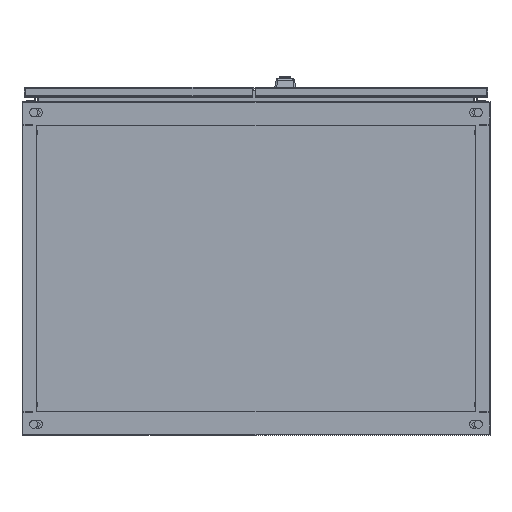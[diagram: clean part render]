
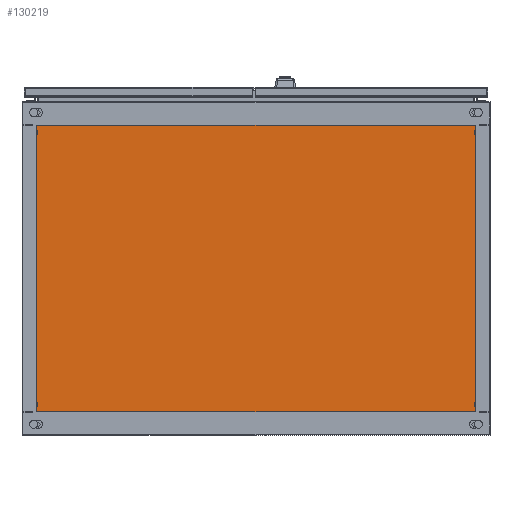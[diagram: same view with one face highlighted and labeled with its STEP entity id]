
A CAD part, front view. The second image highlights one B-rep face of the part: STEP entity #130219.
In plain terms, the highlighted planar face has unit normal (0, -1, 0).
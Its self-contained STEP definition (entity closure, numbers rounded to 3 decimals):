
#2117 = LINE ( 'NONE', #139907, #95883 ) ;
#5155 = ORIENTED_EDGE ( 'NONE', *, *, #58165, .F. ) ;
#8408 = EDGE_CURVE ( 'NONE', #9101, #63643, #2117, .T. ) ;
#9101 = VERTEX_POINT ( 'NONE', #50763 ) ;
#9851 = PLANE ( 'NONE',  #138164 ) ;
#14196 = DIRECTION ( 'NONE',  ( 1., 0., 0. ) ) ;
#15657 = DIRECTION ( 'NONE',  ( -1., 0., 0. ) ) ;
#21487 = DIRECTION ( 'NONE',  ( 0., 1., 0. ) ) ;
#24072 = CARTESIAN_POINT ( 'NONE',  ( 375., 1999., 245. ) ) ;
#40825 = CARTESIAN_POINT ( 'NONE',  ( -375., 1999., -245. ) ) ;
#49145 = ORIENTED_EDGE ( 'NONE', *, *, #102270, .F. ) ;
#50763 = CARTESIAN_POINT ( 'NONE',  ( -375., 1999., 245. ) ) ;
#56241 = CARTESIAN_POINT ( 'NONE',  ( -375., 1999., -245. ) ) ;
#56597 = EDGE_LOOP ( 'NONE', ( #5155, #49145, #80406, #114272 ) ) ;
#56901 = CARTESIAN_POINT ( 'NONE',  ( 375., 1999., -245. ) ) ;
#58165 = EDGE_CURVE ( 'NONE', #111869, #9101, #62941, .T. ) ;
#61645 = VECTOR ( 'NONE', #15657, 1000. ) ;
#62941 = LINE ( 'NONE', #40825, #124406 ) ;
#63643 = VERTEX_POINT ( 'NONE', #24072 ) ;
#70190 = VECTOR ( 'NONE', #148437, 1000. ) ;
#74640 = DIRECTION ( 'NONE',  ( 0., 0., 1. ) ) ;
#78420 = EDGE_CURVE ( 'NONE', #63643, #78468, #86396, .T. ) ;
#78468 = VERTEX_POINT ( 'NONE', #56901 ) ;
#80406 = ORIENTED_EDGE ( 'NONE', *, *, #78420, .F. ) ;
#86396 = LINE ( 'NONE', #114447, #70190 ) ;
#92003 = CARTESIAN_POINT ( 'NONE',  ( 0., 1999., 0. ) ) ;
#95883 = VECTOR ( 'NONE', #14196, 1000. ) ;
#97769 = CARTESIAN_POINT ( 'NONE',  ( -375., 1999., -245. ) ) ;
#98146 = FACE_OUTER_BOUND ( 'NONE', #56597, .T. ) ;
#102270 = EDGE_CURVE ( 'NONE', #78468, #111869, #134004, .T. ) ;
#111869 = VERTEX_POINT ( 'NONE', #56241 ) ;
#114272 = ORIENTED_EDGE ( 'NONE', *, *, #8408, .F. ) ;
#114447 = CARTESIAN_POINT ( 'NONE',  ( 375., 1999., -245. ) ) ;
#124406 = VECTOR ( 'NONE', #74640, 1000. ) ;
#130219 = ADVANCED_FACE ( 'NONE', ( #98146 ), #9851, .F. ) ;
#134004 = LINE ( 'NONE', #97769, #61645 ) ;
#136580 = DIRECTION ( 'NONE',  ( 0., 0., 1. ) ) ;
#138164 = AXIS2_PLACEMENT_3D ( 'NONE', #92003, #21487, #136580 ) ;
#139907 = CARTESIAN_POINT ( 'NONE',  ( -375., 1999., 245. ) ) ;
#148437 = DIRECTION ( 'NONE',  ( 0., 0., -1. ) ) ;
